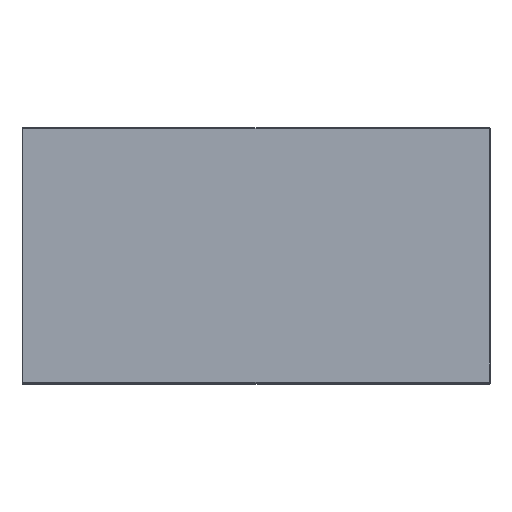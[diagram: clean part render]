
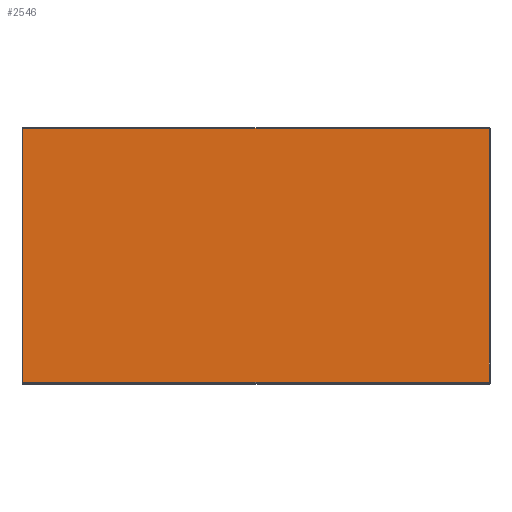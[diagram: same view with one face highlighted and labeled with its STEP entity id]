
A CAD part, top view. The second image highlights one B-rep face of the part: STEP entity #2546.
In plain terms, the highlighted planar face has unit normal (0, 0, 1).
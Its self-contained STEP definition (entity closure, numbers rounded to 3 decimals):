
#133 = DIRECTION ( 'NONE',  ( 0., 0., 1. ) ) ;
#175 = VECTOR ( 'NONE', #1756, 1000. ) ;
#326 = ORIENTED_EDGE ( 'NONE', *, *, #1157, .T. ) ;
#367 = ORIENTED_EDGE ( 'NONE', *, *, #1186, .T. ) ;
#407 = LINE ( 'NONE', #1344, #2443 ) ;
#411 = VERTEX_POINT ( 'NONE', #2074 ) ;
#542 = LINE ( 'NONE', #932, #2658 ) ;
#621 = PLANE ( 'NONE',  #1727 ) ;
#646 = EDGE_CURVE ( 'NONE', #3433, #411, #935, .T. ) ;
#695 = VERTEX_POINT ( 'NONE', #1601 ) ;
#932 = CARTESIAN_POINT ( 'NONE',  ( -0.275, 0.149, 0.5 ) ) ;
#935 = LINE ( 'NONE', #3098, #175 ) ;
#1157 = EDGE_CURVE ( 'NONE', #1883, #695, #407, .T. ) ;
#1182 = EDGE_CURVE ( 'NONE', #411, #1883, #3298, .T. ) ;
#1186 = EDGE_CURVE ( 'NONE', #695, #3433, #542, .T. ) ;
#1247 = DIRECTION ( 'NONE',  ( 1., 0., 0. ) ) ;
#1344 = CARTESIAN_POINT ( 'NONE',  ( 0.274, 0.15, 0.5 ) ) ;
#1381 = ORIENTED_EDGE ( 'NONE', *, *, #1182, .T. ) ;
#1601 = CARTESIAN_POINT ( 'NONE',  ( 0.274, 0.149, 0.5 ) ) ;
#1727 = AXIS2_PLACEMENT_3D ( 'NONE', #3443, #133, #1247 ) ;
#1756 = DIRECTION ( 'NONE',  ( 0., -1., 0. ) ) ;
#1774 = CARTESIAN_POINT ( 'NONE',  ( 0.275, -0.149, 0.5 ) ) ;
#1883 = VERTEX_POINT ( 'NONE', #2650 ) ;
#1907 = VECTOR ( 'NONE', #2308, 1000. ) ;
#2074 = CARTESIAN_POINT ( 'NONE',  ( -0.274, -0.149, 0.5 ) ) ;
#2188 = EDGE_LOOP ( 'NONE', ( #326, #367, #2796, #1381 ) ) ;
#2308 = DIRECTION ( 'NONE',  ( 1., 0., 0. ) ) ;
#2443 = VECTOR ( 'NONE', #2832, 1000. ) ;
#2546 = ADVANCED_FACE ( 'NONE', ( #2995 ), #621, .T. ) ;
#2650 = CARTESIAN_POINT ( 'NONE',  ( 0.274, -0.149, 0.5 ) ) ;
#2658 = VECTOR ( 'NONE', #3387, 1000. ) ;
#2796 = ORIENTED_EDGE ( 'NONE', *, *, #646, .T. ) ;
#2832 = DIRECTION ( 'NONE',  ( 0., 1., 0. ) ) ;
#2863 = CARTESIAN_POINT ( 'NONE',  ( -0.274, 0.149, 0.5 ) ) ;
#2995 = FACE_OUTER_BOUND ( 'NONE', #2188, .T. ) ;
#3098 = CARTESIAN_POINT ( 'NONE',  ( -0.274, -0.15, 0.5 ) ) ;
#3298 = LINE ( 'NONE', #1774, #1907 ) ;
#3387 = DIRECTION ( 'NONE',  ( -1., 0., 0. ) ) ;
#3433 = VERTEX_POINT ( 'NONE', #2863 ) ;
#3443 = CARTESIAN_POINT ( 'NONE',  ( 0., 0., 0.5 ) ) ;
